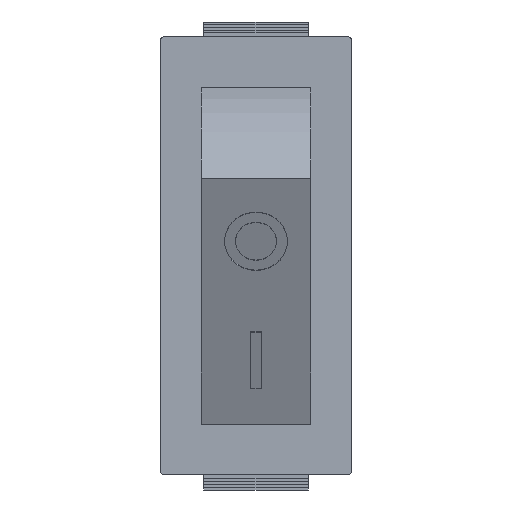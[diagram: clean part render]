
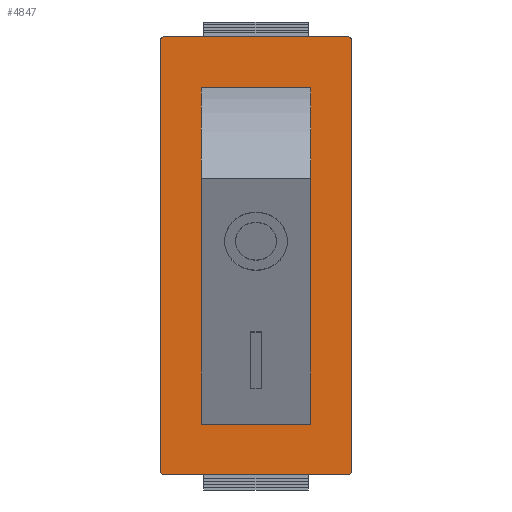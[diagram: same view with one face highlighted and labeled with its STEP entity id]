
A CAD part, top view. The second image highlights one B-rep face of the part: STEP entity #4847.
In plain terms, the highlighted planar face has unit normal (0, 0, 1).
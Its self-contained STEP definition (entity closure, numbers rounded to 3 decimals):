
#31 = EDGE_CURVE ( 'NONE', #2794, #2141, #2679, .T. ) ;
#83 = CARTESIAN_POINT ( 'NONE',  ( 6.7, -16., 1.9 ) ) ;
#117 = VECTOR ( 'NONE', #855, 1000. ) ;
#184 = PLANE ( 'NONE',  #1820 ) ;
#261 = ORIENTED_EDGE ( 'NONE', *, *, #955, .T. ) ;
#302 = EDGE_CURVE ( 'NONE', #1304, #1111, #2390, .T. ) ;
#303 = EDGE_LOOP ( 'NONE', ( #4711, #966, #3956, #4049 ) ) ;
#491 = CARTESIAN_POINT ( 'NONE',  ( -7., -15.7, 1.9 ) ) ;
#533 = VERTEX_POINT ( 'NONE', #1185 ) ;
#588 = LINE ( 'NONE', #2796, #4950 ) ;
#855 = DIRECTION ( 'NONE',  ( 0., 1., 0. ) ) ;
#895 = CARTESIAN_POINT ( 'NONE',  ( 6.7, -15.7, 1.9 ) ) ;
#955 = EDGE_CURVE ( 'NONE', #3178, #4662, #2156, .T. ) ;
#966 = ORIENTED_EDGE ( 'NONE', *, *, #5806, .T. ) ;
#977 = VERTEX_POINT ( 'NONE', #83 ) ;
#1031 = LINE ( 'NONE', #4695, #2922 ) ;
#1111 = VERTEX_POINT ( 'NONE', #1521 ) ;
#1185 = CARTESIAN_POINT ( 'NONE',  ( 7., 15.7, 1.9 ) ) ;
#1289 = DIRECTION ( 'NONE',  ( 0., 1., 0. ) ) ;
#1304 = VERTEX_POINT ( 'NONE', #1731 ) ;
#1314 = ORIENTED_EDGE ( 'NONE', *, *, #4193, .T. ) ;
#1349 = DIRECTION ( 'NONE',  ( -1., 0., 0. ) ) ;
#1353 = DIRECTION ( 'NONE',  ( 1., 0., 0. ) ) ;
#1365 = EDGE_CURVE ( 'NONE', #533, #4324, #4046, .T. ) ;
#1371 = EDGE_CURVE ( 'NONE', #2141, #1111, #5273, .T. ) ;
#1419 = AXIS2_PLACEMENT_3D ( 'NONE', #1878, #4989, #2339 ) ;
#1466 = CARTESIAN_POINT ( 'NONE',  ( 6.7, 16., 1.9 ) ) ;
#1513 = CARTESIAN_POINT ( 'NONE',  ( -6.7, -15.7, 1.9 ) ) ;
#1521 = CARTESIAN_POINT ( 'NONE',  ( -4., 12.3, 1.9 ) ) ;
#1585 = ORIENTED_EDGE ( 'NONE', *, *, #3652, .T. ) ;
#1616 = FACE_BOUND ( 'NONE', #303, .T. ) ;
#1731 = CARTESIAN_POINT ( 'NONE',  ( -4., -12.3, 1.9 ) ) ;
#1737 = ORIENTED_EDGE ( 'NONE', *, *, #4643, .T. ) ;
#1766 = AXIS2_PLACEMENT_3D ( 'NONE', #1513, #4618, #1964 ) ;
#1820 = AXIS2_PLACEMENT_3D ( 'NONE', #2033, #5153, #2484 ) ;
#1869 = VERTEX_POINT ( 'NONE', #5549 ) ;
#1878 = CARTESIAN_POINT ( 'NONE',  ( -6.7, 15.7, 1.9 ) ) ;
#1894 = DIRECTION ( 'NONE',  ( 0., -1., 0. ) ) ;
#1964 = DIRECTION ( 'NONE',  ( 1., 0., 0. ) ) ;
#2033 = CARTESIAN_POINT ( 'NONE',  ( 0., 0., 1.9 ) ) ;
#2123 = DIRECTION ( 'NONE',  ( 1., 0., 0. ) ) ;
#2141 = VERTEX_POINT ( 'NONE', #3941 ) ;
#2156 = LINE ( 'NONE', #5489, #2186 ) ;
#2186 = VECTOR ( 'NONE', #1894, 1000. ) ;
#2209 = CARTESIAN_POINT ( 'NONE',  ( -7., 15.7, 1.9 ) ) ;
#2339 = DIRECTION ( 'NONE',  ( 1., 0., 0. ) ) ;
#2390 = LINE ( 'NONE', #4428, #117 ) ;
#2484 = DIRECTION ( 'NONE',  ( 1., 0., 0. ) ) ;
#2555 = DIRECTION ( 'NONE',  ( -1., 0., 0. ) ) ;
#2679 = LINE ( 'NONE', #4214, #4317 ) ;
#2710 = CARTESIAN_POINT ( 'NONE',  ( 6.7, 15.7, 1.9 ) ) ;
#2737 = CARTESIAN_POINT ( 'NONE',  ( 4., -12.3, 1.9 ) ) ;
#2794 = VERTEX_POINT ( 'NONE', #2737 ) ;
#2796 = CARTESIAN_POINT ( 'NONE',  ( 7., 16., 1.9 ) ) ;
#2922 = VECTOR ( 'NONE', #3365, 1000. ) ;
#2971 = CARTESIAN_POINT ( 'NONE',  ( -7., 16., 1.9 ) ) ;
#3044 = ORIENTED_EDGE ( 'NONE', *, *, #4958, .T. ) ;
#3144 = DIRECTION ( 'NONE',  ( 1., 0., 0. ) ) ;
#3155 = VECTOR ( 'NONE', #1349, 1000. ) ;
#3178 = VERTEX_POINT ( 'NONE', #2209 ) ;
#3295 = VECTOR ( 'NONE', #2555, 1000. ) ;
#3365 = DIRECTION ( 'NONE',  ( -1., 0., 0. ) ) ;
#3438 = VECTOR ( 'NONE', #2123, 1000. ) ;
#3652 = EDGE_CURVE ( 'NONE', #4662, #4037, #5811, .T. ) ;
#3675 = DIRECTION ( 'NONE',  ( 0., 1., 0. ) ) ;
#3719 = EDGE_LOOP ( 'NONE', ( #3044, #1737, #5167, #5530, #4447, #1314, #261, #1585 ) ) ;
#3941 = CARTESIAN_POINT ( 'NONE',  ( 4., 12.3, 1.9 ) ) ;
#3956 = ORIENTED_EDGE ( 'NONE', *, *, #302, .T. ) ;
#3958 = CARTESIAN_POINT ( 'NONE',  ( -6.7, -16., 1.9 ) ) ;
#4008 = DIRECTION ( 'NONE',  ( 0., 0., 1. ) ) ;
#4037 = VERTEX_POINT ( 'NONE', #3958 ) ;
#4046 = CIRCLE ( 'NONE', #5349, 0.3 ) ;
#4049 = ORIENTED_EDGE ( 'NONE', *, *, #1371, .F. ) ;
#4193 = EDGE_CURVE ( 'NONE', #5306, #3178, #4521, .T. ) ;
#4214 = CARTESIAN_POINT ( 'NONE',  ( 4., 12.3, 1.9 ) ) ;
#4223 = CARTESIAN_POINT ( 'NONE',  ( -6.7, 16., 1.9 ) ) ;
#4254 = FACE_OUTER_BOUND ( 'NONE', #3719, .T. ) ;
#4317 = VECTOR ( 'NONE', #1289, 1000. ) ;
#4322 = CARTESIAN_POINT ( 'NONE',  ( -7., -16., 1.9 ) ) ;
#4324 = VERTEX_POINT ( 'NONE', #1466 ) ;
#4428 = CARTESIAN_POINT ( 'NONE',  ( -4., 12.3, 1.9 ) ) ;
#4447 = ORIENTED_EDGE ( 'NONE', *, *, #4947, .T. ) ;
#4464 = CARTESIAN_POINT ( 'NONE',  ( 4., 12.3, 1.9 ) ) ;
#4468 = LINE ( 'NONE', #2971, #3295 ) ;
#4521 = CIRCLE ( 'NONE', #1419, 0.3 ) ;
#4618 = DIRECTION ( 'NONE',  ( 0., 0., 1. ) ) ;
#4643 = EDGE_CURVE ( 'NONE', #977, #1869, #4883, .T. ) ;
#4662 = VERTEX_POINT ( 'NONE', #491 ) ;
#4695 = CARTESIAN_POINT ( 'NONE',  ( 4., -12.3, 1.9 ) ) ;
#4711 = ORIENTED_EDGE ( 'NONE', *, *, #31, .F. ) ;
#4847 = ADVANCED_FACE ( 'NONE', ( #1616, #4254 ), #184, .T. ) ;
#4883 = CIRCLE ( 'NONE', #5816, 0.3 ) ;
#4947 = EDGE_CURVE ( 'NONE', #4324, #5306, #4468, .T. ) ;
#4950 = VECTOR ( 'NONE', #3675, 1000. ) ;
#4958 = EDGE_CURVE ( 'NONE', #4037, #977, #5771, .T. ) ;
#4989 = DIRECTION ( 'NONE',  ( 0., 0., 1. ) ) ;
#5153 = DIRECTION ( 'NONE',  ( 0., 0., 1. ) ) ;
#5167 = ORIENTED_EDGE ( 'NONE', *, *, #5714, .T. ) ;
#5273 = LINE ( 'NONE', #4464, #3155 ) ;
#5306 = VERTEX_POINT ( 'NONE', #4223 ) ;
#5349 = AXIS2_PLACEMENT_3D ( 'NONE', #2710, #5854, #3144 ) ;
#5489 = CARTESIAN_POINT ( 'NONE',  ( -7., 16., 1.9 ) ) ;
#5530 = ORIENTED_EDGE ( 'NONE', *, *, #1365, .T. ) ;
#5549 = CARTESIAN_POINT ( 'NONE',  ( 7., -15.7, 1.9 ) ) ;
#5714 = EDGE_CURVE ( 'NONE', #1869, #533, #588, .T. ) ;
#5771 = LINE ( 'NONE', #4322, #3438 ) ;
#5806 = EDGE_CURVE ( 'NONE', #2794, #1304, #1031, .T. ) ;
#5811 = CIRCLE ( 'NONE', #1766, 0.3 ) ;
#5816 = AXIS2_PLACEMENT_3D ( 'NONE', #895, #4008, #1353 ) ;
#5854 = DIRECTION ( 'NONE',  ( 0., 0., 1. ) ) ;
